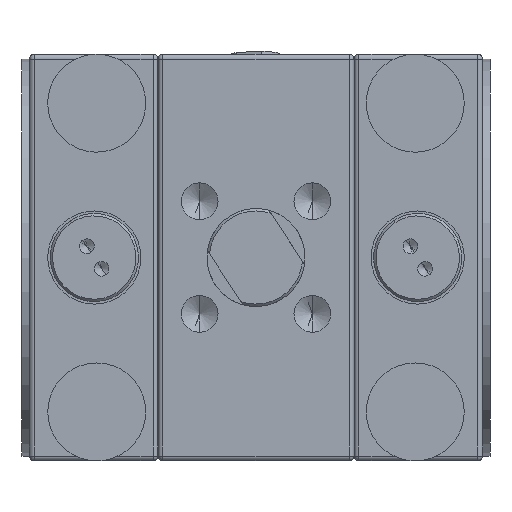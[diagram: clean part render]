
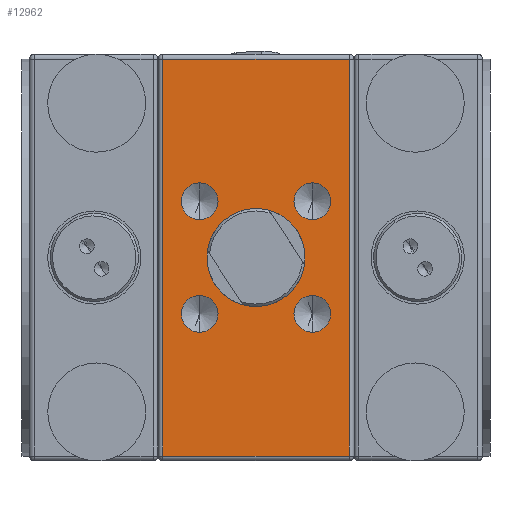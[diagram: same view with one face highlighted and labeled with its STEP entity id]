
A CAD part, front view. The second image highlights one B-rep face of the part: STEP entity #12962.
In plain terms, the highlighted planar face has unit normal (0, -1, 0).
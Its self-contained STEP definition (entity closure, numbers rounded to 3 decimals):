
#23 = DIRECTION ( 'NONE',  ( 0., -1., 0. ) ) ;
#95 = VERTEX_POINT ( 'NONE', #10986 ) ;
#328 = VERTEX_POINT ( 'NONE', #23320 ) ;
#797 = VERTEX_POINT ( 'NONE', #18322 ) ;
#939 = CIRCLE ( 'NONE', #15206, 7.5 ) ;
#1130 = EDGE_LOOP ( 'NONE', ( #7705, #19128 ) ) ;
#1148 = VERTEX_POINT ( 'NONE', #17406 ) ;
#1156 = VECTOR ( 'NONE', #13976, 1000. ) ;
#1268 = AXIS2_PLACEMENT_3D ( 'NONE', #21034, #13417, #7161 ) ;
#1618 = EDGE_CURVE ( 'NONE', #23345, #95, #2927, .T. ) ;
#1800 = DIRECTION ( 'NONE',  ( 0., 0., -1. ) ) ;
#1817 = DIRECTION ( 'NONE',  ( 0., 0., -1. ) ) ;
#1830 = CARTESIAN_POINT ( 'NONE',  ( -38., -110., 81. ) ) ;
#2129 = DIRECTION ( 'NONE',  ( 0., 0., -1. ) ) ;
#2138 = EDGE_CURVE ( 'NONE', #1148, #11711, #13526, .T. ) ;
#2353 = LINE ( 'NONE', #12186, #24068 ) ;
#2382 = CARTESIAN_POINT ( 'NONE',  ( -22.981, -110., -22.981 ) ) ;
#2594 = DIRECTION ( 'NONE',  ( -1., 0., 0. ) ) ;
#2927 = LINE ( 'NONE', #14790, #6936 ) ;
#3248 = DIRECTION ( 'NONE',  ( 0., 0., -1. ) ) ;
#3903 = VERTEX_POINT ( 'NONE', #1830 ) ;
#4091 = EDGE_CURVE ( 'NONE', #95, #3903, #6414, .T. ) ;
#4266 = EDGE_LOOP ( 'NONE', ( #12339, #5801 ) ) ;
#4295 = EDGE_CURVE ( 'NONE', #11711, #1148, #23097, .T. ) ;
#4428 = DIRECTION ( 'NONE',  ( 0., -1., 0. ) ) ;
#4511 = CARTESIAN_POINT ( 'NONE',  ( -38., -110., 83. ) ) ;
#4782 = EDGE_CURVE ( 'NONE', #10523, #7802, #19880, .T. ) ;
#4801 = CARTESIAN_POINT ( 'NONE',  ( 22.981, -110., 22.981 ) ) ;
#5083 = DIRECTION ( 'NONE',  ( 0., 0., 1. ) ) ;
#5204 = FACE_BOUND ( 'NONE', #20611, .T. ) ;
#5247 = EDGE_CURVE ( 'NONE', #3903, #797, #6180, .T. ) ;
#5585 = FACE_BOUND ( 'NONE', #4266, .T. ) ;
#5598 = ORIENTED_EDGE ( 'NONE', *, *, #18522, .F. ) ;
#5801 = ORIENTED_EDGE ( 'NONE', *, *, #2138, .F. ) ;
#6180 = LINE ( 'NONE', #4511, #1156 ) ;
#6414 = LINE ( 'NONE', #17902, #10513 ) ;
#6513 = DIRECTION ( 'NONE',  ( 0., -1., 0. ) ) ;
#6936 = VECTOR ( 'NONE', #8934, 1000. ) ;
#7161 = DIRECTION ( 'NONE',  ( 0., 0., -1. ) ) ;
#7194 = CARTESIAN_POINT ( 'NONE',  ( 38., -110., -81. ) ) ;
#7241 = FACE_BOUND ( 'NONE', #11640, .T. ) ;
#7371 = DIRECTION ( 'NONE',  ( 0., 0., -1. ) ) ;
#7505 = EDGE_CURVE ( 'NONE', #22388, #21245, #16757, .T. ) ;
#7597 = EDGE_LOOP ( 'NONE', ( #7988, #15434, #11222, #19326 ) ) ;
#7705 = ORIENTED_EDGE ( 'NONE', *, *, #14987, .F. ) ;
#7802 = VERTEX_POINT ( 'NONE', #12433 ) ;
#7988 = ORIENTED_EDGE ( 'NONE', *, *, #1618, .T. ) ;
#8372 = DIRECTION ( 'NONE',  ( 0., 0., -1. ) ) ;
#8457 = EDGE_CURVE ( 'NONE', #328, #20833, #939, .T. ) ;
#8556 = CIRCLE ( 'NONE', #20343, 7.5 ) ;
#8616 = ORIENTED_EDGE ( 'NONE', *, *, #22871, .F. ) ;
#8934 = DIRECTION ( 'NONE',  ( 0., 0., 1. ) ) ;
#9368 = DIRECTION ( 'NONE',  ( 0., -1., 0. ) ) ;
#9456 = AXIS2_PLACEMENT_3D ( 'NONE', #24896, #18683, #3248 ) ;
#9805 = CARTESIAN_POINT ( 'NONE',  ( -22.981, -110., 22.981 ) ) ;
#10180 = DIRECTION ( 'NONE',  ( 0., -1., 0. ) ) ;
#10361 = ORIENTED_EDGE ( 'NONE', *, *, #4782, .F. ) ;
#10475 = CIRCLE ( 'NONE', #20226, 19.8 ) ;
#10513 = VECTOR ( 'NONE', #2594, 1000. ) ;
#10523 = VERTEX_POINT ( 'NONE', #13696 ) ;
#10564 = DIRECTION ( 'NONE',  ( 0., 0., -1. ) ) ;
#10670 = CARTESIAN_POINT ( 'NONE',  ( 0., -110., 0. ) ) ;
#10873 = AXIS2_PLACEMENT_3D ( 'NONE', #10670, #18059, #8372 ) ;
#10883 = CARTESIAN_POINT ( 'NONE',  ( 0., -110., -19.8 ) ) ;
#10979 = CARTESIAN_POINT ( 'NONE',  ( 22.981, -110., -15.481 ) ) ;
#10986 = CARTESIAN_POINT ( 'NONE',  ( 38., -110., 81. ) ) ;
#11221 = AXIS2_PLACEMENT_3D ( 'NONE', #24417, #20749, #5083 ) ;
#11222 = ORIENTED_EDGE ( 'NONE', *, *, #5247, .T. ) ;
#11640 = EDGE_LOOP ( 'NONE', ( #8616, #20888 ) ) ;
#11711 = VERTEX_POINT ( 'NONE', #12865 ) ;
#12186 = CARTESIAN_POINT ( 'NONE',  ( 40., -110., -81. ) ) ;
#12339 = ORIENTED_EDGE ( 'NONE', *, *, #4295, .F. ) ;
#12386 = EDGE_CURVE ( 'NONE', #797, #23345, #2353, .T. ) ;
#12433 = CARTESIAN_POINT ( 'NONE',  ( -22.981, -110., 30.481 ) ) ;
#12865 = CARTESIAN_POINT ( 'NONE',  ( 22.981, -110., 15.481 ) ) ;
#12897 = DIRECTION ( 'NONE',  ( 1., 0., 0. ) ) ;
#12962 = ADVANCED_FACE ( 'NONE', ( #13375, #21127, #5204, #12994, #7241, #5585 ), #24938, .F. ) ;
#12994 = FACE_BOUND ( 'NONE', #23124, .T. ) ;
#13014 = CARTESIAN_POINT ( 'NONE',  ( 22.981, -110., -30.481 ) ) ;
#13277 = DIRECTION ( 'NONE',  ( 0., 0., -1. ) ) ;
#13375 = FACE_OUTER_BOUND ( 'NONE', #7597, .T. ) ;
#13387 = AXIS2_PLACEMENT_3D ( 'NONE', #15164, #21118, #7371 ) ;
#13417 = DIRECTION ( 'NONE',  ( 0., -1., 0. ) ) ;
#13509 = CIRCLE ( 'NONE', #1268, 7.5 ) ;
#13526 = CIRCLE ( 'NONE', #20815, 7.5 ) ;
#13696 = CARTESIAN_POINT ( 'NONE',  ( -22.981, -110., 15.481 ) ) ;
#13877 = VERTEX_POINT ( 'NONE', #24363 ) ;
#13976 = DIRECTION ( 'NONE',  ( 0., 0., -1. ) ) ;
#14187 = AXIS2_PLACEMENT_3D ( 'NONE', #21039, #23, #1800 ) ;
#14790 = CARTESIAN_POINT ( 'NONE',  ( 38., -110., 83. ) ) ;
#14987 = EDGE_CURVE ( 'NONE', #23760, #13877, #21011, .T. ) ;
#15164 = CARTESIAN_POINT ( 'NONE',  ( 22.981, -110., -22.981 ) ) ;
#15206 = AXIS2_PLACEMENT_3D ( 'NONE', #2382, #10180, #13277 ) ;
#15434 = ORIENTED_EDGE ( 'NONE', *, *, #4091, .T. ) ;
#15548 = EDGE_CURVE ( 'NONE', #13877, #23760, #10475, .T. ) ;
#15708 = ORIENTED_EDGE ( 'NONE', *, *, #8457, .F. ) ;
#16757 = CIRCLE ( 'NONE', #9456, 7.5 ) ;
#17377 = ORIENTED_EDGE ( 'NONE', *, *, #21064, .F. ) ;
#17406 = CARTESIAN_POINT ( 'NONE',  ( 22.981, -110., 30.481 ) ) ;
#17555 = DIRECTION ( 'NONE',  ( 0., -1., 0. ) ) ;
#17902 = CARTESIAN_POINT ( 'NONE',  ( 40., -110., 81. ) ) ;
#18059 = DIRECTION ( 'NONE',  ( 0., -1., 0. ) ) ;
#18246 = DIRECTION ( 'NONE',  ( 0., 0., -1. ) ) ;
#18322 = CARTESIAN_POINT ( 'NONE',  ( -38., -110., -81. ) ) ;
#18522 = EDGE_CURVE ( 'NONE', #7802, #10523, #13509, .T. ) ;
#18683 = DIRECTION ( 'NONE',  ( 0., -1., 0. ) ) ;
#19066 = CIRCLE ( 'NONE', #13387, 7.5 ) ;
#19128 = ORIENTED_EDGE ( 'NONE', *, *, #15548, .F. ) ;
#19326 = ORIENTED_EDGE ( 'NONE', *, *, #12386, .T. ) ;
#19880 = CIRCLE ( 'NONE', #25136, 7.5 ) ;
#20226 = AXIS2_PLACEMENT_3D ( 'NONE', #20936, #9368, #1817 ) ;
#20343 = AXIS2_PLACEMENT_3D ( 'NONE', #23339, #6513, #18246 ) ;
#20611 = EDGE_LOOP ( 'NONE', ( #10361, #5598 ) ) ;
#20749 = DIRECTION ( 'NONE',  ( 0., 1., 0. ) ) ;
#20815 = AXIS2_PLACEMENT_3D ( 'NONE', #4801, #4428, #10564 ) ;
#20833 = VERTEX_POINT ( 'NONE', #23206 ) ;
#20888 = ORIENTED_EDGE ( 'NONE', *, *, #7505, .F. ) ;
#20936 = CARTESIAN_POINT ( 'NONE',  ( 0., -110., 0. ) ) ;
#21011 = CIRCLE ( 'NONE', #10873, 19.8 ) ;
#21034 = CARTESIAN_POINT ( 'NONE',  ( -22.981, -110., 22.981 ) ) ;
#21039 = CARTESIAN_POINT ( 'NONE',  ( 22.981, -110., 22.981 ) ) ;
#21064 = EDGE_CURVE ( 'NONE', #20833, #328, #8556, .T. ) ;
#21118 = DIRECTION ( 'NONE',  ( 0., -1., 0. ) ) ;
#21127 = FACE_BOUND ( 'NONE', #1130, .T. ) ;
#21245 = VERTEX_POINT ( 'NONE', #13014 ) ;
#22388 = VERTEX_POINT ( 'NONE', #10979 ) ;
#22871 = EDGE_CURVE ( 'NONE', #21245, #22388, #19066, .T. ) ;
#23097 = CIRCLE ( 'NONE', #14187, 7.5 ) ;
#23124 = EDGE_LOOP ( 'NONE', ( #17377, #15708 ) ) ;
#23206 = CARTESIAN_POINT ( 'NONE',  ( -22.981, -110., -30.481 ) ) ;
#23320 = CARTESIAN_POINT ( 'NONE',  ( -22.981, -110., -15.481 ) ) ;
#23339 = CARTESIAN_POINT ( 'NONE',  ( -22.981, -110., -22.981 ) ) ;
#23345 = VERTEX_POINT ( 'NONE', #7194 ) ;
#23760 = VERTEX_POINT ( 'NONE', #10883 ) ;
#24068 = VECTOR ( 'NONE', #12897, 1000. ) ;
#24363 = CARTESIAN_POINT ( 'NONE',  ( 0., -110., 19.8 ) ) ;
#24417 = CARTESIAN_POINT ( 'NONE',  ( 40., -110., 83. ) ) ;
#24896 = CARTESIAN_POINT ( 'NONE',  ( 22.981, -110., -22.981 ) ) ;
#24938 = PLANE ( 'NONE',  #11221 ) ;
#25136 = AXIS2_PLACEMENT_3D ( 'NONE', #9805, #17555, #2129 ) ;
